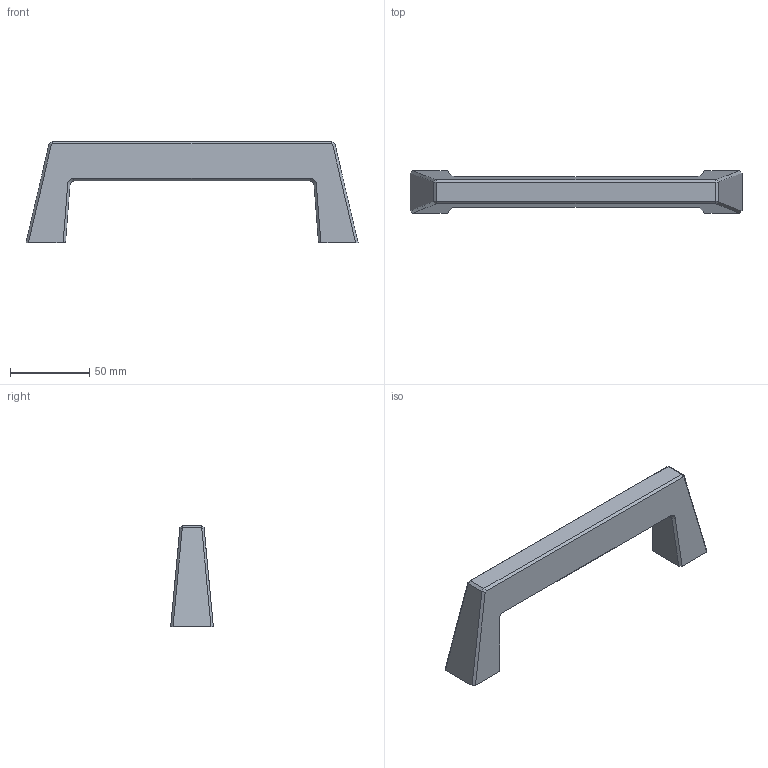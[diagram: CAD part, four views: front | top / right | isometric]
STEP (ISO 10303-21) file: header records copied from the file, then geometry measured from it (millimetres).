
FILE_DESCRIPTION((''),'2;1');
FILE_NAME('','2005-10-07T12:21:17',(''),(''),'','CADfix','');
FILE_SCHEMA(('AUTOMOTIVE_DESIGN'));
Length unit declared in the file: millimetre
Products named in the file (1): pull
Bounding box: 210 x 27 x 64 mm (x, y, z)
Volume: 117699.2 mm3; surface area: 24431 mm2
Topology: 1 solids, 1 shells, 40 faces, 108 edges, 72 vertices
Faces by surface type: bspline 40
Entity records: 1283 total; most frequent: CARTESIAN_POINT 615, ORIENTED_EDGE 216, EDGE_CURVE 108, QUASI_UNIFORM_CURVE 84, VERTEX_POINT 72, EDGE_LOOP 42, FACE_OUTER_BOUND 40, ADVANCED_FACE 40
